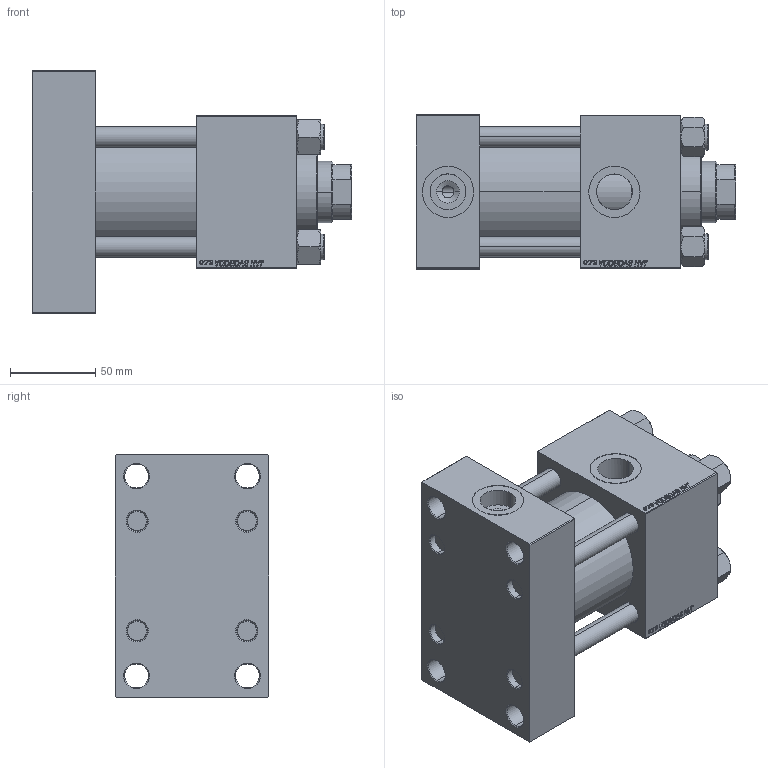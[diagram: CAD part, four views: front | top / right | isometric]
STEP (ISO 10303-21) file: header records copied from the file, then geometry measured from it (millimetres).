
FILE_DESCRIPTION (( 'STEP AP203' ), '1' );
FILE_NAME ('43fa.STEP', '2022-04-15T09:24:18', ( '' ), ( '' ), 'SwSTEP 2.0', 'SolidWorks 2019', '' );
FILE_SCHEMA (( 'CONFIG_CONTROL_DESIGN' ));
Length unit declared in the file: millimetre
Products named in the file (6): NUT_M5_E 718dde96abcd5ba6e15554ba0d9c6307; V215CR_E_Body 718dde96abcd5ba6e15554ba0d9c6307; 43fa; V215CR_VCP_E 718dde96abcd5ba6e15554ba0d9c6307; V215_VC_A 718dde96abcd5ba6e15554ba0d9c6307; V215CR_TYCINKA_E 718dde96abcd5ba6e15554ba0d9c6307
Assembly tree (11 placements, depth 2):
  43fa
    V215CR_E_Body 718dde96abcd5ba6e15554ba0d9c6307
    V215CR_VCP_E 718dde96abcd5ba6e15554ba0d9c6307
    V215CR_TYCINKA_E 718dde96abcd5ba6e15554ba0d9c6307  x4
    NUT_M5_E 718dde96abcd5ba6e15554ba0d9c6307  x4
    V215_VC_A 718dde96abcd5ba6e15554ba0d9c6307
Bounding box: 187 x 90 x 142 mm (x, y, z)
Volume: 1126749.5 mm3; surface area: 211834.3 mm2
Topology: 11 solids, 11 shells, 1142 faces, 2873 edges, 1859 vertices
Faces by surface type: plane 500, bspline 392, cone 152, cylinder 90, torus 8
Entity records: 50179 total; most frequent: CARTESIAN_POINT 27105, ORIENTED_EDGE 5238, DIRECTION 3309, EDGE_CURVE 2619, VERTEX_POINT 1715, LINE 1563, VECTOR 1563, EDGE_LOOP 1156
